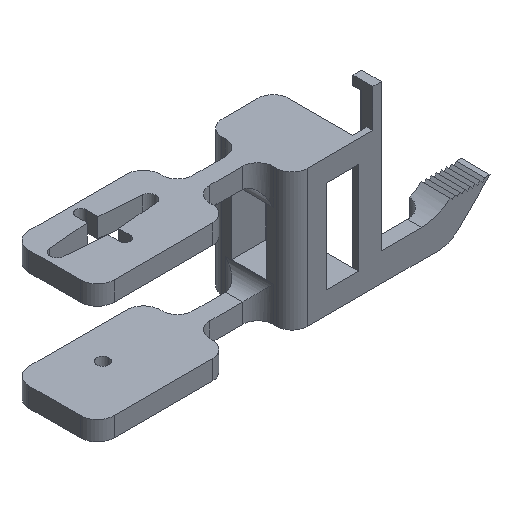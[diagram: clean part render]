
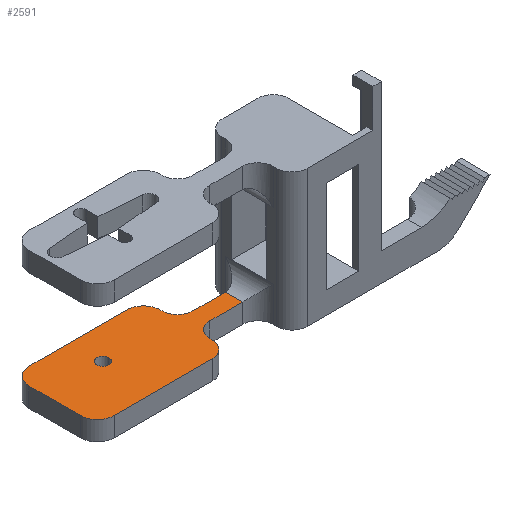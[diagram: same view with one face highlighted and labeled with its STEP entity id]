
A CAD part, isometric view. The second image highlights one B-rep face of the part: STEP entity #2591.
In plain terms, the highlighted planar face has unit normal (0, 0, 1).
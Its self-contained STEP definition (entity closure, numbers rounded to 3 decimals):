
#30 = CARTESIAN_POINT ( 'NONE',  ( 5.725, -3., -17.25 ) ) ;
#46 = EDGE_CURVE ( 'NONE', #3088, #3220, #915, .T. ) ;
#54 = VERTEX_POINT ( 'NONE', #3524 ) ;
#88 = VERTEX_POINT ( 'NONE', #116 ) ;
#94 = EDGE_CURVE ( 'NONE', #909, #3220, #959, .T. ) ;
#95 = AXIS2_PLACEMENT_3D ( 'NONE', #1168, #2658, #350 ) ;
#114 = ORIENTED_EDGE ( 'NONE', *, *, #2931, .F. ) ;
#116 = CARTESIAN_POINT ( 'NONE',  ( -11.125, -9.017, -17.25 ) ) ;
#127 = DIRECTION ( 'NONE',  ( 0., 0., -1. ) ) ;
#132 = CARTESIAN_POINT ( 'NONE',  ( -3.5, -3., -17.25 ) ) ;
#141 = DIRECTION ( 'NONE',  ( -1., 0., 0. ) ) ;
#144 = CIRCLE ( 'NONE', #3396, 6. ) ;
#148 = VERTEX_POINT ( 'NONE', #2638 ) ;
#166 = ORIENTED_EDGE ( 'NONE', *, *, #1689, .F. ) ;
#214 = EDGE_CURVE ( 'NONE', #54, #3404, #2894, .T. ) ;
#239 = AXIS2_PLACEMENT_3D ( 'NONE', #3168, #3152, #3429 ) ;
#251 = CIRCLE ( 'NONE', #1907, 2.15 ) ;
#263 = DIRECTION ( 'NONE',  ( 0., 1., 0. ) ) ;
#273 = CIRCLE ( 'NONE', #95, 6. ) ;
#276 = ORIENTED_EDGE ( 'NONE', *, *, #2253, .T. ) ;
#297 = VECTOR ( 'NONE', #1876, 1000. ) ;
#306 = ORIENTED_EDGE ( 'NONE', *, *, #2939, .T. ) ;
#347 = EDGE_CURVE ( 'NONE', #2815, #2235, #3037, .T. ) ;
#350 = DIRECTION ( 'NONE',  ( -1., 0., 0. ) ) ;
#408 = EDGE_CURVE ( 'NONE', #88, #2235, #965, .T. ) ;
#438 = VECTOR ( 'NONE', #1668, 1000. ) ;
#443 = ORIENTED_EDGE ( 'NONE', *, *, #3238, .T. ) ;
#465 = DIRECTION ( 'NONE',  ( 0., 0., -1. ) ) ;
#479 = EDGE_CURVE ( 'NONE', #2327, #88, #273, .T. ) ;
#492 = CARTESIAN_POINT ( 'NONE',  ( -3.5, -15., -17.25 ) ) ;
#505 = DIRECTION ( 'NONE',  ( -1., 0., 0. ) ) ;
#553 = EDGE_CURVE ( 'NONE', #583, #2327, #1563, .T. ) ;
#583 = VERTEX_POINT ( 'NONE', #1007 ) ;
#610 = CARTESIAN_POINT ( 'NONE',  ( -5.725, -3., -17.25 ) ) ;
#611 = CARTESIAN_POINT ( 'NONE',  ( -3.5, 3., -17.25 ) ) ;
#760 = CARTESIAN_POINT ( 'NONE',  ( -57.375, -9., -17.25 ) ) ;
#767 = CIRCLE ( 'NONE', #2850, 5.4 ) ;
#771 = VECTOR ( 'NONE', #1578, 1000. ) ;
#805 = VECTOR ( 'NONE', #1109, 1000. ) ;
#835 = VERTEX_POINT ( 'NONE', #2377 ) ;
#870 = EDGE_CURVE ( 'NONE', #148, #3609, #767, .T. ) ;
#877 = DIRECTION ( 'NONE',  ( 0., 0., -1. ) ) ;
#909 = VERTEX_POINT ( 'NONE', #760 ) ;
#915 = CIRCLE ( 'NONE', #1867, 6. ) ;
#921 = DIRECTION ( 'NONE',  ( -1., 0., 0. ) ) ;
#946 = AXIS2_PLACEMENT_3D ( 'NONE', #2157, #127, #3006 ) ;
#959 = LINE ( 'NONE', #1574, #297 ) ;
#965 = CIRCLE ( 'NONE', #3341, 6. ) ;
#993 = CARTESIAN_POINT ( 'NONE',  ( -51.375, 15., -17.25 ) ) ;
#1007 = CARTESIAN_POINT ( 'NONE',  ( -11.125, -8.4, -17.25 ) ) ;
#1054 = CARTESIAN_POINT ( 'NONE',  ( -17.125, 15., -17.25 ) ) ;
#1109 = DIRECTION ( 'NONE',  ( 1., 0., 0. ) ) ;
#1135 = EDGE_CURVE ( 'NONE', #2716, #3088, #3637, .T. ) ;
#1168 = CARTESIAN_POINT ( 'NONE',  ( -17.125, -9.017, -17.25 ) ) ;
#1286 = AXIS2_PLACEMENT_3D ( 'NONE', #3318, #465, #505 ) ;
#1302 = DIRECTION ( 'NONE',  ( -1., 0., 0. ) ) ;
#1457 = ORIENTED_EDGE ( 'NONE', *, *, #214, .T. ) ;
#1486 = CARTESIAN_POINT ( 'NONE',  ( -17.125, -9.017, -17.25 ) ) ;
#1500 = CARTESIAN_POINT ( 'NONE',  ( -3.5, -15.001, -17.25 ) ) ;
#1501 = EDGE_CURVE ( 'NONE', #835, #3609, #1502, .T. ) ;
#1502 = LINE ( 'NONE', #2657, #771 ) ;
#1523 = DIRECTION ( 'NONE',  ( -1., 0., 0. ) ) ;
#1539 = CARTESIAN_POINT ( 'NONE',  ( -51.375, 9., -17.25 ) ) ;
#1546 = DIRECTION ( 'NONE',  ( 0., -1., 0. ) ) ;
#1563 = LINE ( 'NONE', #3548, #3150 ) ;
#1566 = ORIENTED_EDGE ( 'NONE', *, *, #870, .T. ) ;
#1574 = CARTESIAN_POINT ( 'NONE',  ( -57.375, -15.001, -17.25 ) ) ;
#1578 = DIRECTION ( 'NONE',  ( 0., -1., 0. ) ) ;
#1587 = CARTESIAN_POINT ( 'NONE',  ( -39.025, 3.5, -17.25 ) ) ;
#1639 = ORIENTED_EDGE ( 'NONE', *, *, #46, .T. ) ;
#1668 = DIRECTION ( 'NONE',  ( -1., 0., 0. ) ) ;
#1689 = EDGE_CURVE ( 'NONE', #2716, #835, #144, .T. ) ;
#1690 = ORIENTED_EDGE ( 'NONE', *, *, #1501, .F. ) ;
#1747 = CARTESIAN_POINT ( 'NONE',  ( -36.875, 3.5, -17.25 ) ) ;
#1769 = VERTEX_POINT ( 'NONE', #610 ) ;
#1777 = CIRCLE ( 'NONE', #946, 5.4 ) ;
#1783 = FACE_BOUND ( 'NONE', #2265, .T. ) ;
#1786 = ORIENTED_EDGE ( 'NONE', *, *, #3581, .T. ) ;
#1789 = EDGE_LOOP ( 'NONE', ( #114, #1786, #443, #1566, #1690, #166, #2621, #1639, #2773, #306, #3475, #2172, #2043, #1848, #276 ) ) ;
#1827 = CIRCLE ( 'NONE', #239, 6. ) ;
#1848 = ORIENTED_EDGE ( 'NONE', *, *, #553, .F. ) ;
#1851 = CARTESIAN_POINT ( 'NONE',  ( 5.725, 3., -17.25 ) ) ;
#1867 = AXIS2_PLACEMENT_3D ( 'NONE', #1539, #2147, #2431 ) ;
#1876 = DIRECTION ( 'NONE',  ( 0., 1., 0. ) ) ;
#1885 = CARTESIAN_POINT ( 'NONE',  ( -16.67, -15., -17.25 ) ) ;
#1907 = AXIS2_PLACEMENT_3D ( 'NONE', #1747, #877, #3659 ) ;
#2043 = ORIENTED_EDGE ( 'NONE', *, *, #479, .F. ) ;
#2087 = CARTESIAN_POINT ( 'NONE',  ( -11.125, -9., -17.25 ) ) ;
#2147 = DIRECTION ( 'NONE',  ( 0., 0., 1. ) ) ;
#2157 = CARTESIAN_POINT ( 'NONE',  ( -5.725, -8.4, -17.25 ) ) ;
#2172 = ORIENTED_EDGE ( 'NONE', *, *, #408, .F. ) ;
#2206 = CARTESIAN_POINT ( 'NONE',  ( 5.725, -15.001, -17.25 ) ) ;
#2209 = CARTESIAN_POINT ( 'NONE',  ( -17.125, 9., -17.25 ) ) ;
#2235 = VERTEX_POINT ( 'NONE', #1885 ) ;
#2253 = EDGE_CURVE ( 'NONE', #583, #1769, #1777, .T. ) ;
#2265 = EDGE_LOOP ( 'NONE', ( #2509, #1457 ) ) ;
#2275 = CARTESIAN_POINT ( 'NONE',  ( -11.125, 8.4, -17.25 ) ) ;
#2316 = DIRECTION ( 'NONE',  ( -1., 0., 0. ) ) ;
#2327 = VERTEX_POINT ( 'NONE', #2087 ) ;
#2334 = CARTESIAN_POINT ( 'NONE',  ( -57.375, 9., -17.25 ) ) ;
#2377 = CARTESIAN_POINT ( 'NONE',  ( -11.125, 9., -17.25 ) ) ;
#2431 = DIRECTION ( 'NONE',  ( -1., 0., 0. ) ) ;
#2459 = EDGE_CURVE ( 'NONE', #3404, #54, #251, .T. ) ;
#2509 = ORIENTED_EDGE ( 'NONE', *, *, #2459, .T. ) ;
#2581 = CARTESIAN_POINT ( 'NONE',  ( -51.375, -15., -17.25 ) ) ;
#2591 = ADVANCED_FACE ( 'NONE', ( #1783, #3527 ), #2675, .F. ) ;
#2621 = ORIENTED_EDGE ( 'NONE', *, *, #1135, .T. ) ;
#2638 = CARTESIAN_POINT ( 'NONE',  ( -5.725, 3., -17.25 ) ) ;
#2641 = DIRECTION ( 'NONE',  ( 0., 0., -1. ) ) ;
#2657 = CARTESIAN_POINT ( 'NONE',  ( -11.125, -15.001, -17.25 ) ) ;
#2658 = DIRECTION ( 'NONE',  ( 0., 0., -1. ) ) ;
#2675 = PLANE ( 'NONE',  #3036 ) ;
#2716 = VERTEX_POINT ( 'NONE', #1054 ) ;
#2731 = VECTOR ( 'NONE', #263, 1000. ) ;
#2773 = ORIENTED_EDGE ( 'NONE', *, *, #94, .F. ) ;
#2815 = VERTEX_POINT ( 'NONE', #2581 ) ;
#2850 = AXIS2_PLACEMENT_3D ( 'NONE', #3452, #3157, #3469 ) ;
#2894 = CIRCLE ( 'NONE', #1286, 2.15 ) ;
#2899 = LINE ( 'NONE', #132, #3426 ) ;
#2906 = VECTOR ( 'NONE', #921, 1000. ) ;
#2931 = EDGE_CURVE ( 'NONE', #3252, #1769, #2899, .T. ) ;
#2939 = EDGE_CURVE ( 'NONE', #909, #2815, #1827, .T. ) ;
#3006 = DIRECTION ( 'NONE',  ( -1., 0., 0. ) ) ;
#3036 = AXIS2_PLACEMENT_3D ( 'NONE', #1500, #2641, #141 ) ;
#3037 = LINE ( 'NONE', #492, #805 ) ;
#3088 = VERTEX_POINT ( 'NONE', #993 ) ;
#3102 = VERTEX_POINT ( 'NONE', #1851 ) ;
#3150 = VECTOR ( 'NONE', #1546, 1000. ) ;
#3152 = DIRECTION ( 'NONE',  ( 0., 0., 1. ) ) ;
#3157 = DIRECTION ( 'NONE',  ( 0., 0., -1. ) ) ;
#3168 = CARTESIAN_POINT ( 'NONE',  ( -51.375, -9., -17.25 ) ) ;
#3214 = DIRECTION ( 'NONE',  ( 0., 0., -1. ) ) ;
#3220 = VERTEX_POINT ( 'NONE', #2334 ) ;
#3238 = EDGE_CURVE ( 'NONE', #3102, #148, #3465, .T. ) ;
#3252 = VERTEX_POINT ( 'NONE', #30 ) ;
#3318 = CARTESIAN_POINT ( 'NONE',  ( -36.875, 3.5, -17.25 ) ) ;
#3341 = AXIS2_PLACEMENT_3D ( 'NONE', #1486, #3214, #1523 ) ;
#3342 = DIRECTION ( 'NONE',  ( 0., 0., -1. ) ) ;
#3394 = CARTESIAN_POINT ( 'NONE',  ( -3.5, 15., -17.25 ) ) ;
#3396 = AXIS2_PLACEMENT_3D ( 'NONE', #2209, #3342, #1302 ) ;
#3404 = VERTEX_POINT ( 'NONE', #1587 ) ;
#3426 = VECTOR ( 'NONE', #2316, 1000. ) ;
#3429 = DIRECTION ( 'NONE',  ( -1., 0., 0. ) ) ;
#3452 = CARTESIAN_POINT ( 'NONE',  ( -5.725, 8.4, -17.25 ) ) ;
#3465 = LINE ( 'NONE', #611, #2906 ) ;
#3469 = DIRECTION ( 'NONE',  ( -1., 0., 0. ) ) ;
#3475 = ORIENTED_EDGE ( 'NONE', *, *, #347, .T. ) ;
#3524 = CARTESIAN_POINT ( 'NONE',  ( -34.725, 3.5, -17.25 ) ) ;
#3527 = FACE_OUTER_BOUND ( 'NONE', #1789, .T. ) ;
#3548 = CARTESIAN_POINT ( 'NONE',  ( -11.125, -15.001, -17.25 ) ) ;
#3581 = EDGE_CURVE ( 'NONE', #3252, #3102, #3614, .T. ) ;
#3609 = VERTEX_POINT ( 'NONE', #2275 ) ;
#3614 = LINE ( 'NONE', #2206, #2731 ) ;
#3637 = LINE ( 'NONE', #3394, #438 ) ;
#3659 = DIRECTION ( 'NONE',  ( -1., 0., 0. ) ) ;
